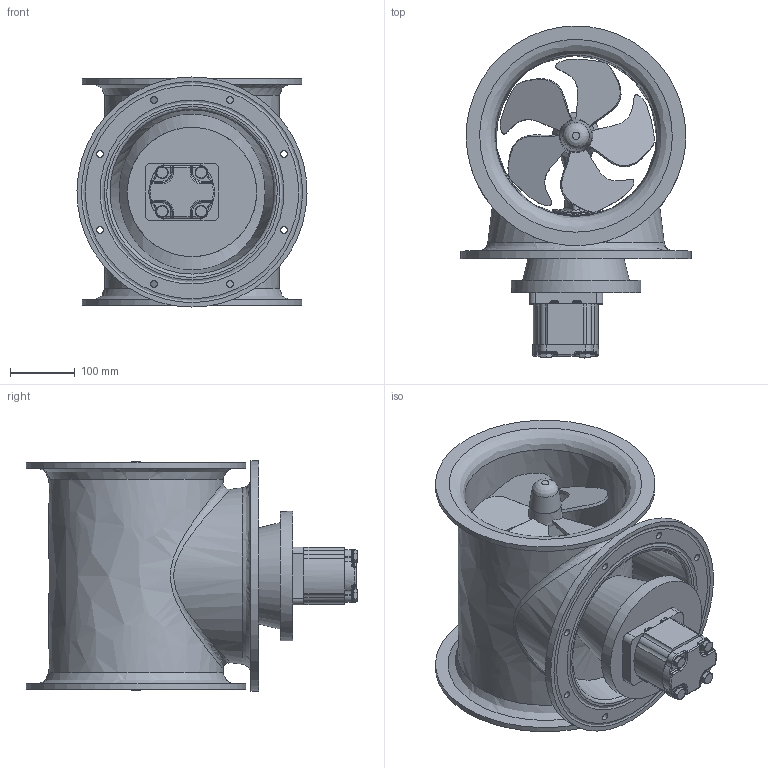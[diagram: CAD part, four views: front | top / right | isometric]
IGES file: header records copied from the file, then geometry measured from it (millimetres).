
Global section: file name: SH240-250HYD-250mm STERN ; native system: Autodesk Inventor 2015; preprocessor: unknown; author: Elvira H.; date: 20151210.151407; units: millimetre
Bounding box: 355.95 x 513.33 x 356 mm (x, y, z)
Volume: 9088129 mm3; surface area: 1280633.4 mm2
Topology: 2 solids, 2 shells, 484 faces, 1188 edges, 729 vertices
Faces by surface type: bspline 484
